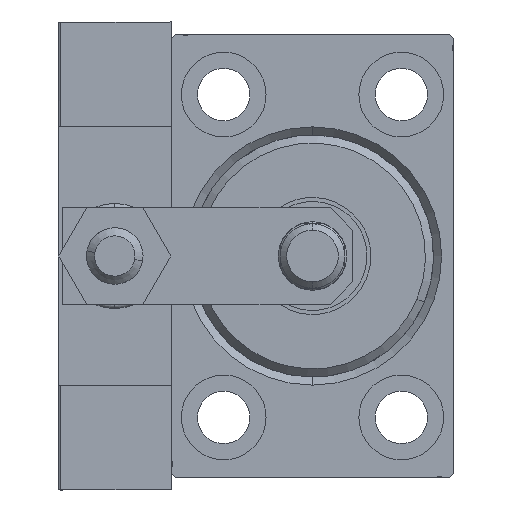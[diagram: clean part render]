
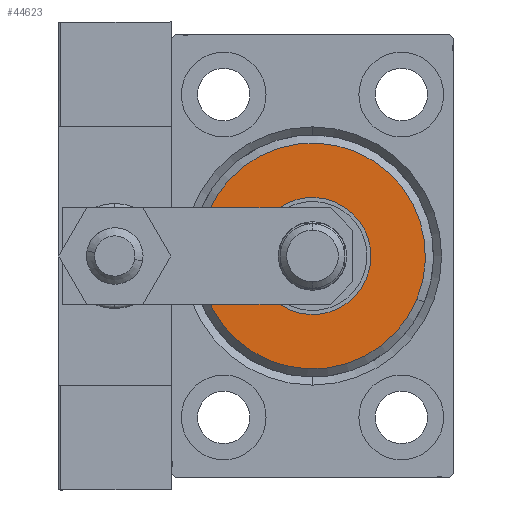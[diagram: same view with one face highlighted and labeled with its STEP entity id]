
A CAD part, left-side view. The second image highlights one B-rep face of the part: STEP entity #44623.
In plain terms, the highlighted face is planar.
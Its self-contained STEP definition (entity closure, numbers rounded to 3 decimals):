
#2 = ORIENTED_EDGE ( 'NONE', *, *, #6771, .T. ) ;
#582 = CIRCLE ( 'NONE', #32000, 14. ) ;
#1643 = CARTESIAN_POINT ( 'NONE',  ( 3., 0., 0. ) ) ;
#2894 = EDGE_CURVE ( 'NONE', #27971, #8469, #29341, .T. ) ;
#4011 = CARTESIAN_POINT ( 'NONE',  ( 3., 0., -14. ) ) ;
#6472 = CARTESIAN_POINT ( 'NONE',  ( 3., 0., 0. ) ) ;
#6493 = DIRECTION ( 'NONE',  ( 1., 0., 0. ) ) ;
#6771 = EDGE_CURVE ( 'NONE', #40727, #25312, #582, .T. ) ;
#7595 = CARTESIAN_POINT ( 'NONE',  ( 3., 0., 0. ) ) ;
#8469 = VERTEX_POINT ( 'NONE', #42658 ) ;
#8783 = AXIS2_PLACEMENT_3D ( 'NONE', #6472, #15265, #31039 ) ;
#11587 = AXIS2_PLACEMENT_3D ( 'NONE', #7595, #39175, #19245 ) ;
#13910 = ORIENTED_EDGE ( 'NONE', *, *, #2894, .F. ) ;
#14263 = DIRECTION ( 'NONE',  ( 0., 0., -1. ) ) ;
#14348 = ORIENTED_EDGE ( 'NONE', *, *, #35456, .T. ) ;
#14525 = PLANE ( 'NONE',  #37070 ) ;
#14805 = CARTESIAN_POINT ( 'NONE',  ( 3., 0., 7.25 ) ) ;
#15265 = DIRECTION ( 'NONE',  ( 1., 0., 0. ) ) ;
#16559 = CIRCLE ( 'NONE', #11587, 7.25 ) ;
#17428 = DIRECTION ( 'NONE',  ( 1., 0., 0. ) ) ;
#19245 = DIRECTION ( 'NONE',  ( 0., 0., -1. ) ) ;
#19832 = DIRECTION ( 'NONE',  ( 0., 0., -1. ) ) ;
#22945 = CARTESIAN_POINT ( 'NONE',  ( 3., 0., 0. ) ) ;
#25312 = VERTEX_POINT ( 'NONE', #46733 ) ;
#27065 = DIRECTION ( 'NONE',  ( 1., 0., 0. ) ) ;
#27683 = ORIENTED_EDGE ( 'NONE', *, *, #47402, .F. ) ;
#27971 = VERTEX_POINT ( 'NONE', #14805 ) ;
#29341 = CIRCLE ( 'NONE', #46720, 7.25 ) ;
#31039 = DIRECTION ( 'NONE',  ( 0., 0., -1. ) ) ;
#31058 = CARTESIAN_POINT ( 'NONE',  ( 3., 0., 0. ) ) ;
#32000 = AXIS2_PLACEMENT_3D ( 'NONE', #1643, #17428, #33196 ) ;
#33196 = DIRECTION ( 'NONE',  ( 0., 0., -1. ) ) ;
#34385 = CIRCLE ( 'NONE', #8783, 14. ) ;
#35456 = EDGE_CURVE ( 'NONE', #25312, #40727, #34385, .T. ) ;
#37070 = AXIS2_PLACEMENT_3D ( 'NONE', #31058, #6493, #14263 ) ;
#38581 = FACE_BOUND ( 'NONE', #49651, .T. ) ;
#39175 = DIRECTION ( 'NONE',  ( 1., 0., 0. ) ) ;
#40727 = VERTEX_POINT ( 'NONE', #4011 ) ;
#42658 = CARTESIAN_POINT ( 'NONE',  ( 3., 0., -7.25 ) ) ;
#44623 = ADVANCED_FACE ( 'NONE', ( #49951, #38581 ), #14525, .T. ) ;
#46720 = AXIS2_PLACEMENT_3D ( 'NONE', #22945, #27065, #19832 ) ;
#46733 = CARTESIAN_POINT ( 'NONE',  ( 3., 0., 14. ) ) ;
#47402 = EDGE_CURVE ( 'NONE', #8469, #27971, #16559, .T. ) ;
#49651 = EDGE_LOOP ( 'NONE', ( #27683, #13910 ) ) ;
#49951 = FACE_OUTER_BOUND ( 'NONE', #51064, .T. ) ;
#51064 = EDGE_LOOP ( 'NONE', ( #14348, #2 ) ) ;
